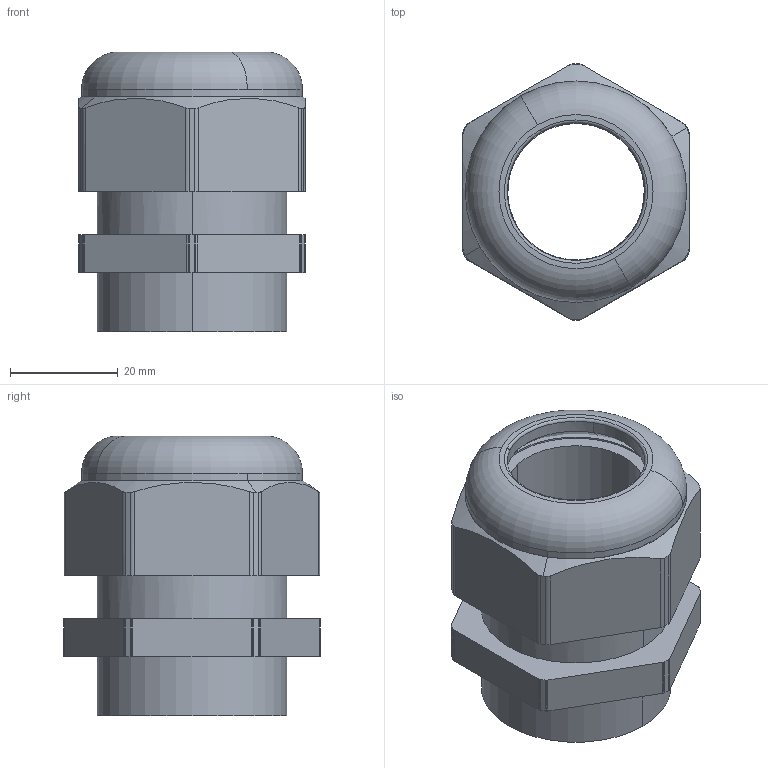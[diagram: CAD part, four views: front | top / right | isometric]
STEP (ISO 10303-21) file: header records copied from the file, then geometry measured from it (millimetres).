
FILE_DESCRIPTION(('CATIA V5R24 STEP','CAx-IF Rec.Pracs.--- Model Styling and Organization---1.2---2011-12-15'),'2;1');
FILE_NAME ('D1458934_0', '2018-03-22T10:18:17+00:00', ('Weidmueller Interface'), ('Weidmueller'), 'CATIA Version 5-6 Release 2014 SP4 HF52', 'CATIA V5 STEP AP214', 'none');
FILE_SCHEMA(('AUTOMOTIVE_DESIGN { 1 0 10303 214 1 1 1 1 }'));
Length unit declared in the file: millimetre
Products named in the file (1): VG_29
Bounding box: 42 x 47.66 x 52 mm (x, y, z)
Volume: 29950.5 mm3; surface area: 22403.9 mm2
Topology: 3 solids, 3 shells, 112 faces, 297 edges, 197 vertices
Faces by surface type: cylinder 62, plane 36, cone 8, torus 6
Entity records: 3736 total; most frequent: CARTESIAN_POINT 1054, ORIENTED_EDGE 594, DIRECTION 448, EDGE_CURVE 297, AXIS2_PLACEMENT_3D 210, VERTEX_POINT 197, VECTOR 134, LINE 134
